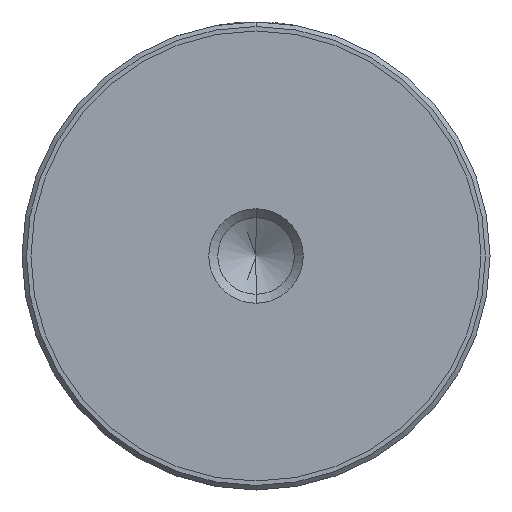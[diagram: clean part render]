
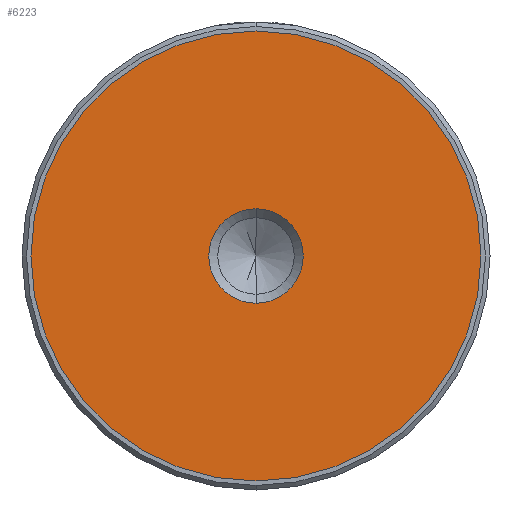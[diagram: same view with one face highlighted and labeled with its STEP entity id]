
A CAD part, front view. The second image highlights one B-rep face of the part: STEP entity #6223.
In plain terms, the highlighted planar face has unit normal (0, -1, 0).
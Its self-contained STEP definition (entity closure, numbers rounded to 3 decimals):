
#295 = ORIENTED_EDGE ( 'NONE', *, *, #6052, .F. ) ;
#475 = AXIS2_PLACEMENT_3D ( 'NONE', #11137, #6253, #7544 ) ;
#517 = CARTESIAN_POINT ( 'NONE',  ( 0., -1., 0. ) ) ;
#768 = CIRCLE ( 'NONE', #7971, 25. ) ;
#1184 = ORIENTED_EDGE ( 'NONE', *, *, #9406, .F. ) ;
#1217 = FACE_BOUND ( 'NONE', #7747, .T. ) ;
#1267 = CARTESIAN_POINT ( 'NONE',  ( 0., -1., 0. ) ) ;
#1744 = CARTESIAN_POINT ( 'NONE',  ( 0., -1., 0. ) ) ;
#1841 = DIRECTION ( 'NONE',  ( 0., 1., 0. ) ) ;
#2403 = DIRECTION ( 'NONE',  ( 0., 0., 1. ) ) ;
#3041 = VERTEX_POINT ( 'NONE', #11144 ) ;
#3053 = DIRECTION ( 'NONE',  ( 0., 1., 0. ) ) ;
#3057 = AXIS2_PLACEMENT_3D ( 'NONE', #517, #3053, #11337 ) ;
#3967 = CARTESIAN_POINT ( 'NONE',  ( 0., -1., 25. ) ) ;
#4228 = VERTEX_POINT ( 'NONE', #8068 ) ;
#4582 = DIRECTION ( 'NONE',  ( 0., 1., 0. ) ) ;
#4808 = EDGE_LOOP ( 'NONE', ( #295, #1184 ) ) ;
#4920 = CIRCLE ( 'NONE', #9017, 5.25 ) ;
#5355 = EDGE_CURVE ( 'NONE', #5430, #3041, #4920, .T. ) ;
#5430 = VERTEX_POINT ( 'NONE', #6605 ) ;
#5451 = PLANE ( 'NONE',  #3057 ) ;
#5663 = CIRCLE ( 'NONE', #475, 25. ) ;
#6052 = EDGE_CURVE ( 'NONE', #4228, #6085, #5663, .T. ) ;
#6085 = VERTEX_POINT ( 'NONE', #3967 ) ;
#6223 = ADVANCED_FACE ( 'NONE', ( #12524, #1217 ), #5451, .F. ) ;
#6253 = DIRECTION ( 'NONE',  ( 0., 1., 0. ) ) ;
#6605 = CARTESIAN_POINT ( 'NONE',  ( 0., -1., -5.25 ) ) ;
#7544 = DIRECTION ( 'NONE',  ( 0., 0., 1. ) ) ;
#7747 = EDGE_LOOP ( 'NONE', ( #14122, #15163 ) ) ;
#7971 = AXIS2_PLACEMENT_3D ( 'NONE', #1744, #1841, #13514 ) ;
#8068 = CARTESIAN_POINT ( 'NONE',  ( 0., -1., -25. ) ) ;
#8782 = CIRCLE ( 'NONE', #9911, 5.25 ) ;
#9017 = AXIS2_PLACEMENT_3D ( 'NONE', #13743, #11398, #15017 ) ;
#9406 = EDGE_CURVE ( 'NONE', #6085, #4228, #768, .T. ) ;
#9911 = AXIS2_PLACEMENT_3D ( 'NONE', #1267, #4582, #2403 ) ;
#11137 = CARTESIAN_POINT ( 'NONE',  ( 0., -1., 0. ) ) ;
#11144 = CARTESIAN_POINT ( 'NONE',  ( 0., -1., 5.25 ) ) ;
#11337 = DIRECTION ( 'NONE',  ( 0., 0., 1. ) ) ;
#11398 = DIRECTION ( 'NONE',  ( 0., 1., 0. ) ) ;
#12524 = FACE_OUTER_BOUND ( 'NONE', #4808, .T. ) ;
#13514 = DIRECTION ( 'NONE',  ( 0., 0., 1. ) ) ;
#13743 = CARTESIAN_POINT ( 'NONE',  ( 0., -1., 0. ) ) ;
#13906 = EDGE_CURVE ( 'NONE', #3041, #5430, #8782, .T. ) ;
#14122 = ORIENTED_EDGE ( 'NONE', *, *, #5355, .T. ) ;
#15017 = DIRECTION ( 'NONE',  ( 0., 0., 1. ) ) ;
#15163 = ORIENTED_EDGE ( 'NONE', *, *, #13906, .T. ) ;
